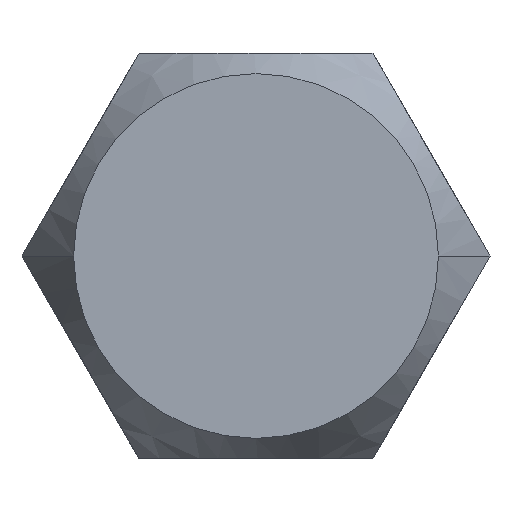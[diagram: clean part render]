
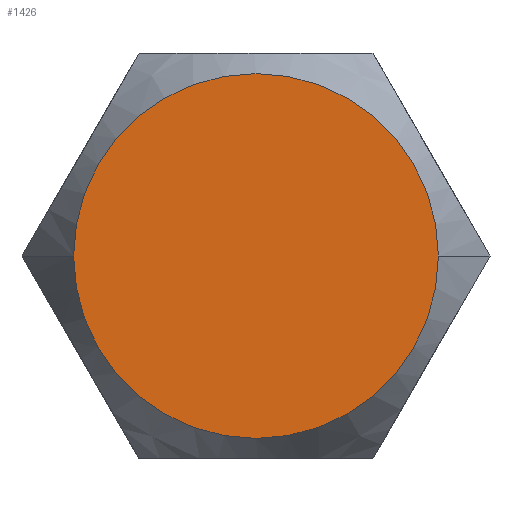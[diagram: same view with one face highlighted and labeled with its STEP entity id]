
A CAD part, front view. The second image highlights one B-rep face of the part: STEP entity #1426.
In plain terms, the highlighted planar face has unit normal (0, -1, 0).
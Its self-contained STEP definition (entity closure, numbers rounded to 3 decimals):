
#8 = DIRECTION ( 'NONE',  ( 1., 0., 0. ) ) ;
#538 = CARTESIAN_POINT ( 'NONE',  ( 2.858, 0., 0. ) ) ;
#856 = ORIENTED_EDGE ( 'NONE', *, *, #1507, .T. ) ;
#1005 = PLANE ( 'NONE',  #2457 ) ;
#1234 = AXIS2_PLACEMENT_3D ( 'NONE', #5377, #5395, #2757 ) ;
#1377 = ORIENTED_EDGE ( 'NONE', *, *, #4185, .T. ) ;
#1426 = ADVANCED_FACE ( 'Defeature ausgef�hrt1_27', ( #3082 ), #1005, .T. ) ;
#1507 = EDGE_CURVE ( 'Defeature ausgef�hrt1_27+Defeature ausgef�hrt1_28+Defeature ausgef�hrt1_28+Defeature ausgef�hrt1_28', #1880, #4975, #2269, .T. ) ;
#1880 = VERTEX_POINT ( 'NONE', #3684 ) ;
#2269 = CIRCLE ( 'NONE', #1234, 2.858 ) ;
#2457 = AXIS2_PLACEMENT_3D ( 'NONE', #2712, #5356, #2734 ) ;
#2577 = CARTESIAN_POINT ( 'NONE',  ( 0., 0., 0. ) ) ;
#2712 = CARTESIAN_POINT ( 'NONE',  ( 0., 0., -6.35 ) ) ;
#2734 = DIRECTION ( 'NONE',  ( 1., 0., 0. ) ) ;
#2757 = DIRECTION ( 'NONE',  ( 1., 0., 0. ) ) ;
#3082 = FACE_OUTER_BOUND ( 'NONE', #5442, .T. ) ;
#3684 = CARTESIAN_POINT ( 'NONE',  ( -2.858, 0., 0. ) ) ;
#3890 = AXIS2_PLACEMENT_3D ( 'NONE', #2577, #4794, #8 ) ;
#4185 = EDGE_CURVE ( 'Defeature ausgef�hrt1_27+Defeature ausgef�hrt1_28+Defeature ausgef�hrt1_28+Defeature ausgef�hrt1_28', #4975, #1880, #5259, .T. ) ;
#4794 = DIRECTION ( 'NONE',  ( 0., -1., 0. ) ) ;
#4975 = VERTEX_POINT ( 'NONE', #538 ) ;
#5259 = CIRCLE ( 'NONE', #3890, 2.858 ) ;
#5356 = DIRECTION ( 'NONE',  ( 0., -1., 0. ) ) ;
#5377 = CARTESIAN_POINT ( 'NONE',  ( 0., 0., 0. ) ) ;
#5395 = DIRECTION ( 'NONE',  ( 0., -1., 0. ) ) ;
#5442 = EDGE_LOOP ( 'NONE', ( #856, #1377 ) ) ;
